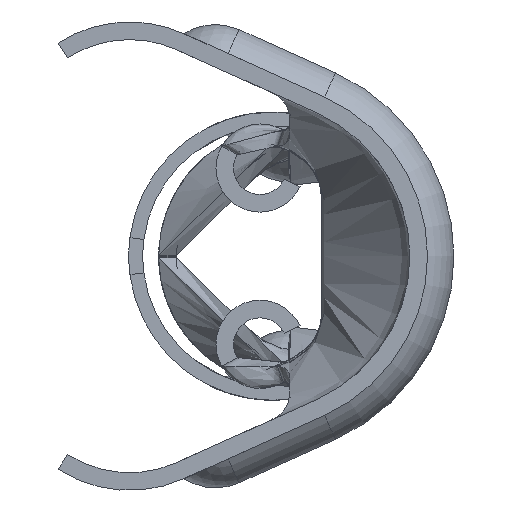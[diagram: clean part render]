
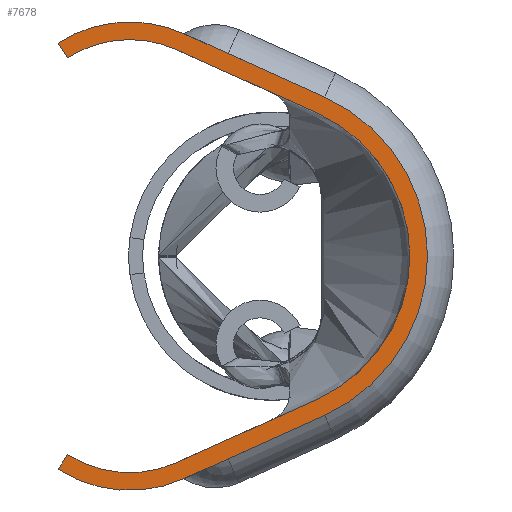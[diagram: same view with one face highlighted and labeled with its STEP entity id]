
A CAD part, left-side view. The second image highlights one B-rep face of the part: STEP entity #7678.
In plain terms, the highlighted planar face has unit normal (-1, 0, 0).
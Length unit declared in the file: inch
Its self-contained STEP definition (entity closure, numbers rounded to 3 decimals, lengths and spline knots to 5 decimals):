
#43 = CARTESIAN_POINT ( 'NONE',  ( 0., 0.22117, -0.24182 ) ) ;
#112 = CARTESIAN_POINT ( 'NONE',  ( 0., 0.21035, 0.225 ) ) ;
#177 = EDGE_CURVE ( 'NONE', #6086, #10446, #6959, .T. ) ;
#239 = VECTOR ( 'NONE', #12522, 39.37008 ) ;
#356 = ORIENTED_EDGE ( 'NONE', *, *, #16748, .F. ) ;
#431 = CARTESIAN_POINT ( 'NONE',  ( 0., 0.14, 0.26568 ) ) ;
#740 = ORIENTED_EDGE ( 'NONE', *, *, #12896, .F. ) ;
#1002 = EDGE_CURVE ( 'NONE', #13997, #7692, #6646, .T. ) ;
#1024 = EDGE_CURVE ( 'NONE', #17430, #6890, #8441, .T. ) ;
#1043 = CARTESIAN_POINT ( 'NONE',  ( 0., -0.08129, -0.18054 ) ) ;
#1104 = VECTOR ( 'NONE', #2100, 39.37008 ) ;
#1369 = AXIS2_PLACEMENT_3D ( 'NONE', #1600, #6943, #12275 ) ;
#1523 = VERTEX_POINT ( 'NONE', #112 ) ;
#1583 = CARTESIAN_POINT ( 'NONE',  ( 0., 0., 0. ) ) ;
#1600 = CARTESIAN_POINT ( 'NONE',  ( 0., 0.14, -0.11568 ) ) ;
#1745 = CARTESIAN_POINT ( 'NONE',  ( 0., 0., 0. ) ) ;
#1790 = DIRECTION ( 'NONE',  ( 0., 0.912, -0.411 ) ) ;
#1838 = LINE ( 'NONE', #7182, #239 ) ;
#1878 = CIRCLE ( 'NONE', #15993, 0.13 ) ;
#1962 = DIRECTION ( 'NONE',  ( -1., 0., 0. ) ) ;
#2100 = DIRECTION ( 'NONE',  ( 0., -0.912, 0.411 ) ) ;
#2106 = EDGE_CURVE ( 'NONE', #9476, #4510, #10031, .T. ) ;
#2332 = CARTESIAN_POINT ( 'NONE',  ( 0., 0.14, 0.24568 ) ) ;
#2377 = DIRECTION ( 'NONE',  ( -1., 0., 0. ) ) ;
#2436 = CIRCLE ( 'NONE', #16781, 0.13 ) ;
#2959 = DIRECTION ( 'NONE',  ( 0., 0., -1. ) ) ;
#2993 = AXIS2_PLACEMENT_3D ( 'NONE', #16506, #4414, #9757 ) ;
#3435 = CARTESIAN_POINT ( 'NONE',  ( 0., -0.08129, 0.18054 ) ) ;
#3465 = CARTESIAN_POINT ( 'NONE',  ( 0., 0.22117, -0.24182 ) ) ;
#3622 = ORIENTED_EDGE ( 'NONE', *, *, #1024, .F. ) ;
#3706 = CARTESIAN_POINT ( 'NONE',  ( 0., 0.14, 0.11568 ) ) ;
#3861 = EDGE_CURVE ( 'NONE', #6890, #15762, #13689, .T. ) ;
#3918 = ORIENTED_EDGE ( 'NONE', *, *, #177, .F. ) ;
#4206 = VERTEX_POINT ( 'NONE', #4631 ) ;
#4265 = EDGE_CURVE ( 'NONE', #10446, #9476, #8746, .T. ) ;
#4281 = CARTESIAN_POINT ( 'NONE',  ( 0., 0.22117, 0.24182 ) ) ;
#4414 = DIRECTION ( 'NONE',  ( 1., 0., 0. ) ) ;
#4510 = VERTEX_POINT ( 'NONE', #7074 ) ;
#4631 = CARTESIAN_POINT ( 'NONE',  ( 0., 0.07842, 0.25245 ) ) ;
#4988 = CARTESIAN_POINT ( 'NONE',  ( 0., 0.07842, -0.25245 ) ) ;
#5103 = ORIENTED_EDGE ( 'NONE', *, *, #3861, .F. ) ;
#5207 = ORIENTED_EDGE ( 'NONE', *, *, #11903, .F. ) ;
#5383 = DIRECTION ( 'NONE',  ( 0., -0.541, 0.841 ) ) ;
#5811 = AXIS2_PLACEMENT_3D ( 'NONE', #1745, #7085, #12419 ) ;
#6086 = VERTEX_POINT ( 'NONE', #13563 ) ;
#6260 = ORIENTED_EDGE ( 'NONE', *, *, #12724, .F. ) ;
#6316 = AXIS2_PLACEMENT_3D ( 'NONE', #9616, #15027, #2959 ) ;
#6515 = CARTESIAN_POINT ( 'NONE',  ( 0., 0.08663, -0.23422 ) ) ;
#6646 = CIRCLE ( 'NONE', #2993, 0.15 ) ;
#6890 = VERTEX_POINT ( 'NONE', #4988 ) ;
#6926 = DIRECTION ( 'NONE',  ( 1., 0., 0. ) ) ;
#6943 = DIRECTION ( 'NONE',  ( 1., 0., 0. ) ) ;
#6959 = CIRCLE ( 'NONE', #12261, 0.13 ) ;
#7074 = CARTESIAN_POINT ( 'NONE',  ( 0., -0.07308, 0.16231 ) ) ;
#7085 = DIRECTION ( 'NONE',  ( 1., 0., 0. ) ) ;
#7182 = CARTESIAN_POINT ( 'NONE',  ( 0., -0.07308, 0.16231 ) ) ;
#7286 = DIRECTION ( 'NONE',  ( -1., 0., 0. ) ) ;
#7299 = DIRECTION ( 'NONE',  ( 0., 0., 1. ) ) ;
#7557 = ORIENTED_EDGE ( 'NONE', *, *, #16900, .F. ) ;
#7678 = ADVANCED_FACE ( 'NONE', ( #8394 ), #13760, .F. ) ;
#7692 = VERTEX_POINT ( 'NONE', #431 ) ;
#7721 = DIRECTION ( 'NONE',  ( 0., 0., 1. ) ) ;
#8029 = ORIENTED_EDGE ( 'NONE', *, *, #11648, .F. ) ;
#8337 = AXIS2_PLACEMENT_3D ( 'NONE', #1583, #6926, #12259 ) ;
#8394 = FACE_OUTER_BOUND ( 'NONE', #15139, .T. ) ;
#8441 = LINE ( 'NONE', #13808, #9710 ) ;
#8554 = CARTESIAN_POINT ( 'NONE',  ( 0., 0.22117, 0.24182 ) ) ;
#8618 = EDGE_CURVE ( 'NONE', #4206, #9423, #15521, .T. ) ;
#8746 = LINE ( 'NONE', #14129, #1104 ) ;
#8778 = DIRECTION ( 'NONE',  ( 0., -0.912, -0.411 ) ) ;
#9050 = DIRECTION ( 'NONE',  ( 1., 0., 0. ) ) ;
#9423 = VERTEX_POINT ( 'NONE', #14092 ) ;
#9476 = VERTEX_POINT ( 'NONE', #14175 ) ;
#9616 = CARTESIAN_POINT ( 'NONE',  ( 0., 0., 0. ) ) ;
#9625 = DIRECTION ( 'NONE',  ( 0., 0.541, 0.841 ) ) ;
#9648 = ORIENTED_EDGE ( 'NONE', *, *, #8618, .F. ) ;
#9710 = VECTOR ( 'NONE', #1790, 39.37008 ) ;
#9757 = DIRECTION ( 'NONE',  ( 0., 0., 1. ) ) ;
#10031 = CIRCLE ( 'NONE', #6316, 0.178 ) ;
#10197 = VERTEX_POINT ( 'NONE', #13559 ) ;
#10446 = VERTEX_POINT ( 'NONE', #6515 ) ;
#10733 = VERTEX_POINT ( 'NONE', #2332 ) ;
#10778 = CIRCLE ( 'NONE', #11949, 0.15 ) ;
#10859 = VECTOR ( 'NONE', #9625, 39.37008 ) ;
#11648 = EDGE_CURVE ( 'NONE', #10733, #1523, #2436, .T. ) ;
#11903 = EDGE_CURVE ( 'NONE', #9423, #17430, #15990, .T. ) ;
#11941 = ORIENTED_EDGE ( 'NONE', *, *, #4265, .F. ) ;
#11949 = AXIS2_PLACEMENT_3D ( 'NONE', #3706, #9050, #14446 ) ;
#12042 = LINE ( 'NONE', #43, #12760 ) ;
#12259 = DIRECTION ( 'NONE',  ( 0., 0., -1. ) ) ;
#12261 = AXIS2_PLACEMENT_3D ( 'NONE', #15319, #7286, #12630 ) ;
#12275 = DIRECTION ( 'NONE',  ( 0., 0., -1. ) ) ;
#12419 = DIRECTION ( 'NONE',  ( 0., 0., -1. ) ) ;
#12522 = DIRECTION ( 'NONE',  ( 0., 0.912, 0.411 ) ) ;
#12630 = DIRECTION ( 'NONE',  ( 0., 0., -1. ) ) ;
#12724 = EDGE_CURVE ( 'NONE', #1523, #13997, #16381, .T. ) ;
#12760 = VECTOR ( 'NONE', #5383, 39.37008 ) ;
#12896 = EDGE_CURVE ( 'NONE', #4510, #10197, #1838, .T. ) ;
#13477 = ORIENTED_EDGE ( 'NONE', *, *, #15940, .F. ) ;
#13559 = CARTESIAN_POINT ( 'NONE',  ( 0., 0.08663, 0.23422 ) ) ;
#13563 = CARTESIAN_POINT ( 'NONE',  ( 0., 0.21035, -0.225 ) ) ;
#13689 = CIRCLE ( 'NONE', #1369, 0.15 ) ;
#13760 = PLANE ( 'NONE',  #5811 ) ;
#13808 = CARTESIAN_POINT ( 'NONE',  ( 0., -0.08129, -0.18054 ) ) ;
#13983 = CARTESIAN_POINT ( 'NONE',  ( 0., 0.14, 0.11568 ) ) ;
#13987 = VECTOR ( 'NONE', #8778, 39.37008 ) ;
#13997 = VERTEX_POINT ( 'NONE', #8554 ) ;
#14092 = CARTESIAN_POINT ( 'NONE',  ( 0., -0.08129, 0.18054 ) ) ;
#14129 = CARTESIAN_POINT ( 'NONE',  ( 0., -0.07308, -0.16231 ) ) ;
#14175 = CARTESIAN_POINT ( 'NONE',  ( 0., -0.07308, -0.16231 ) ) ;
#14422 = CARTESIAN_POINT ( 'NONE',  ( 0., 0.14, 0.11568 ) ) ;
#14446 = DIRECTION ( 'NONE',  ( 0., 0., 1. ) ) ;
#15027 = DIRECTION ( 'NONE',  ( -1., 0., 0. ) ) ;
#15139 = EDGE_LOOP ( 'NONE', ( #15156, #11941, #3918, #13477, #5103, #3622, #5207, #9648, #356, #15733, #6260, #8029, #7557, #740 ) ) ;
#15156 = ORIENTED_EDGE ( 'NONE', *, *, #2106, .F. ) ;
#15319 = CARTESIAN_POINT ( 'NONE',  ( 0., 0.14, -0.11568 ) ) ;
#15521 = LINE ( 'NONE', #3435, #13987 ) ;
#15733 = ORIENTED_EDGE ( 'NONE', *, *, #1002, .F. ) ;
#15762 = VERTEX_POINT ( 'NONE', #3465 ) ;
#15940 = EDGE_CURVE ( 'NONE', #15762, #6086, #12042, .T. ) ;
#15990 = CIRCLE ( 'NONE', #8337, 0.198 ) ;
#15993 = AXIS2_PLACEMENT_3D ( 'NONE', #13983, #1962, #7299 ) ;
#16381 = LINE ( 'NONE', #4281, #10859 ) ;
#16506 = CARTESIAN_POINT ( 'NONE',  ( 0., 0.14, 0.11568 ) ) ;
#16748 = EDGE_CURVE ( 'NONE', #7692, #4206, #10778, .T. ) ;
#16781 = AXIS2_PLACEMENT_3D ( 'NONE', #14422, #2377, #7721 ) ;
#16900 = EDGE_CURVE ( 'NONE', #10197, #10733, #1878, .T. ) ;
#17430 = VERTEX_POINT ( 'NONE', #1043 ) ;
